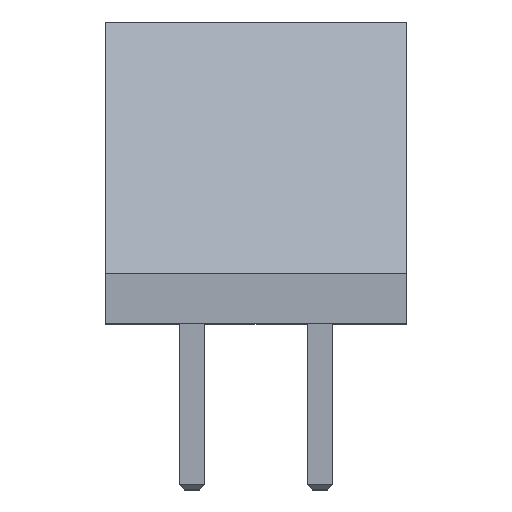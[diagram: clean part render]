
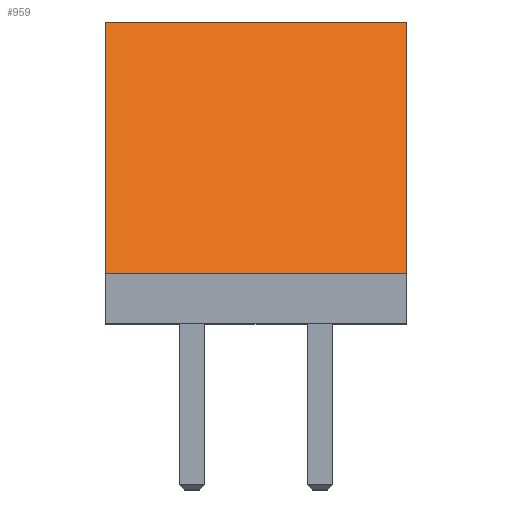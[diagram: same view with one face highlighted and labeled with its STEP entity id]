
A CAD part, top view. The second image highlights one B-rep face of the part: STEP entity #959.
In plain terms, the highlighted planar face has unit normal (0, 0.625, 0.781).
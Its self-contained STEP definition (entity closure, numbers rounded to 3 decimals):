
#54 = VERTEX_POINT ( 'NONE', #684 ) ;
#66 = LINE ( 'NONE', #863, #1109 ) ;
#67 = ORIENTED_EDGE ( 'NONE', *, *, #614, .F. ) ;
#129 = LINE ( 'NONE', #667, #272 ) ;
#176 = VERTEX_POINT ( 'NONE', #1573 ) ;
#203 = DIRECTION ( 'NONE',  ( -1., 0., 0. ) ) ;
#272 = VECTOR ( 'NONE', #203, 1000. ) ;
#282 = CARTESIAN_POINT ( 'NONE',  ( 0., -2., 0. ) ) ;
#382 = EDGE_CURVE ( 'NONE', #510, #176, #66, .T. ) ;
#404 = CARTESIAN_POINT ( 'NONE',  ( 3., 3., -4. ) ) ;
#420 = ORIENTED_EDGE ( 'NONE', *, *, #988, .F. ) ;
#468 = CARTESIAN_POINT ( 'NONE',  ( 3., 5.509, -6.007 ) ) ;
#510 = VERTEX_POINT ( 'NONE', #1488 ) ;
#552 = ORIENTED_EDGE ( 'NONE', *, *, #1069, .F. ) ;
#614 = EDGE_CURVE ( 'NONE', #1560, #54, #722, .T. ) ;
#658 = FACE_OUTER_BOUND ( 'NONE', #1065, .T. ) ;
#667 = CARTESIAN_POINT ( 'NONE',  ( -3., -2., 0. ) ) ;
#684 = CARTESIAN_POINT ( 'NONE',  ( 3., -2., 0. ) ) ;
#722 = LINE ( 'NONE', #468, #778 ) ;
#739 = DIRECTION ( 'NONE',  ( 0., 0.781, -0.625 ) ) ;
#778 = VECTOR ( 'NONE', #1124, 1000. ) ;
#799 = PLANE ( 'NONE',  #1377 ) ;
#806 = DIRECTION ( 'NONE',  ( 1., 0., 0. ) ) ;
#863 = CARTESIAN_POINT ( 'NONE',  ( -3., 5.509, -6.007 ) ) ;
#920 = DIRECTION ( 'NONE',  ( 1., 0., 0. ) ) ;
#959 = ADVANCED_FACE ( 'NONE', ( #658 ), #799, .T. ) ;
#988 = EDGE_CURVE ( 'NONE', #54, #510, #129, .T. ) ;
#1004 = ORIENTED_EDGE ( 'NONE', *, *, #382, .F. ) ;
#1053 = CARTESIAN_POINT ( 'NONE',  ( 3., 3., -4. ) ) ;
#1065 = EDGE_LOOP ( 'NONE', ( #67, #552, #1004, #420 ) ) ;
#1069 = EDGE_CURVE ( 'NONE', #176, #1560, #1358, .T. ) ;
#1109 = VECTOR ( 'NONE', #739, 1000. ) ;
#1124 = DIRECTION ( 'NONE',  ( 0., -0.781, 0.625 ) ) ;
#1143 = DIRECTION ( 'NONE',  ( 0., 0.625, 0.781 ) ) ;
#1358 = LINE ( 'NONE', #1053, #1410 ) ;
#1377 = AXIS2_PLACEMENT_3D ( 'NONE', #282, #1143, #806 ) ;
#1410 = VECTOR ( 'NONE', #920, 1000. ) ;
#1488 = CARTESIAN_POINT ( 'NONE',  ( -3., -2., 0. ) ) ;
#1560 = VERTEX_POINT ( 'NONE', #404 ) ;
#1573 = CARTESIAN_POINT ( 'NONE',  ( -3., 3., -4. ) ) ;
